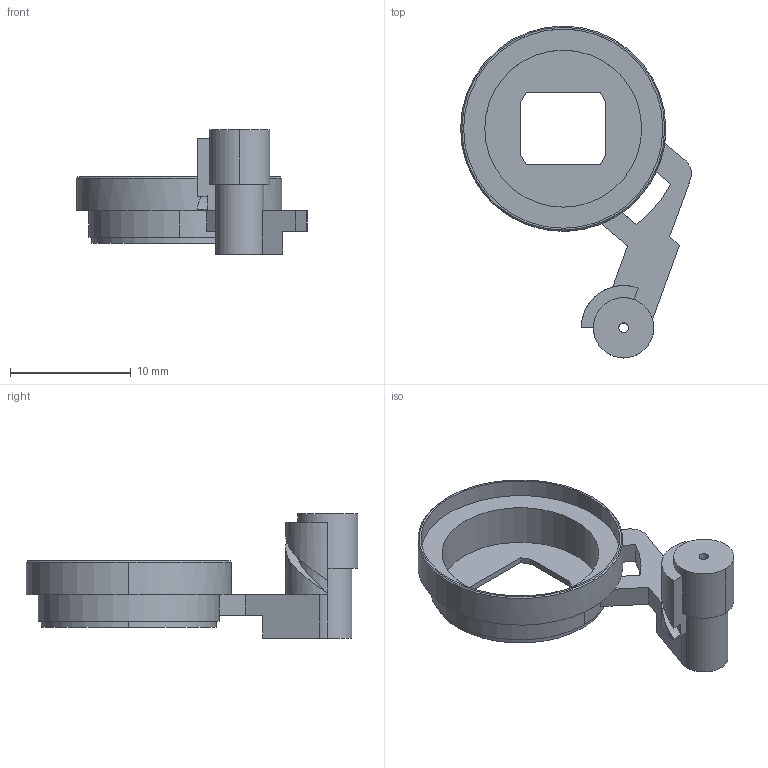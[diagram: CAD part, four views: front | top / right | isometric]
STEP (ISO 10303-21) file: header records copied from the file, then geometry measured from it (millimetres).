
FILE_DESCRIPTION(('produced by SPATIAL CORP'),'2;1');
FILE_NAME( 'zoom_lens_holder.hh.sat.stp' ,'2002-04-19T13:50:29+00:00',('SPATIAL CORP'),('SPATIAL CORP'), 'ACIS STEP Husk','http://www.spatial.com','SPATIAL CORP');
FILE_SCHEMA(('CONFIG_CONTROL_DESIGN'));
Length unit declared in the file: millimetre
Products named in the file (1): PRODUCT_ID_1
Bounding box: 19.11 x 27.5 x 10.3 mm (x, y, z)
Volume: 600.3 mm3; surface area: 1288.6 mm2
Topology: 1 solids, 1 shells, 63 faces, 169 edges, 110 vertices
Faces by surface type: plane 34, cylinder 25, cone 2, bspline 2
Entity records: 2500 total; most frequent: CARTESIAN_POINT 818, ORIENTED_EDGE 338, DIRECTION 331, EDGE_CURVE 169, AXIS2_PLACEMENT_3D 113, VERTEX_POINT 110, VECTOR 105, LINE 105
